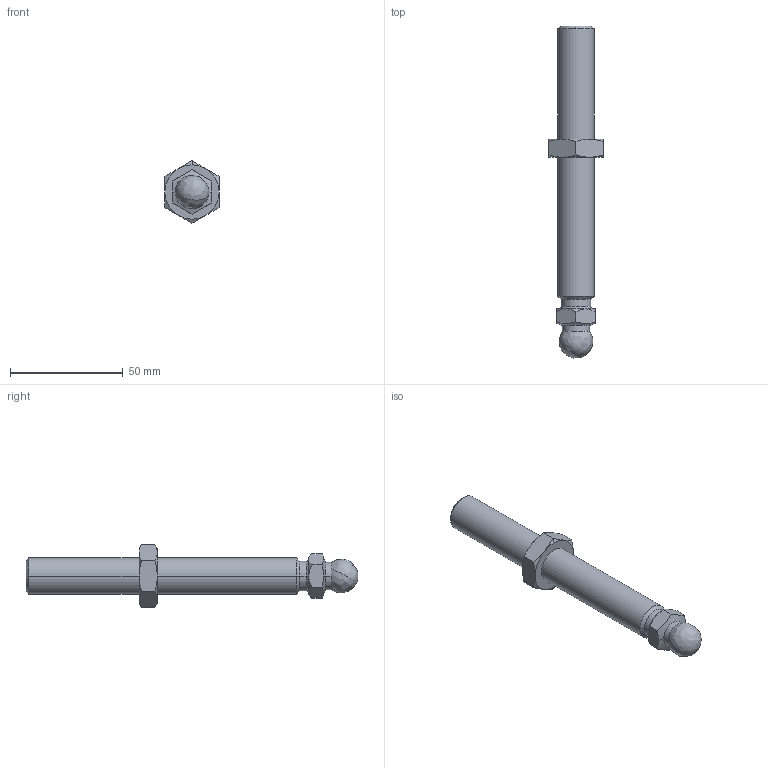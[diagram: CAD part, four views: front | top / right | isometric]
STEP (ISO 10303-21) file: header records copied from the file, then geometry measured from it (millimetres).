
FILE_DESCRIPTION (( 'STEP AP214' ), '1' );
FILE_NAME ('403537230.STEP', '2014-02-12T11:18:00', ( '' ), ( '' ), 'SwSTEP 2.0', 'SolidWorks 2014', '' );
FILE_SCHEMA (( 'AUTOMOTIVE_DESIGN' ));
Length unit declared in the file: millimetre
Products named in the file (1): 403537230
Bounding box: 24 x 146.89 x 27.71 mm (x, y, z)
Volume: 31149 mm3; surface area: 9307.5 mm2
Topology: 2 solids, 2 shells, 56 faces, 134 edges, 81 vertices
Faces by surface type: cone 26, plane 16, cylinder 10, bspline 4
Entity records: 2647 total; most frequent: CARTESIAN_POINT 752, ORIENTED_EDGE 264, DIRECTION 250, EDGE_CURVE 132, AXIS2_PLACEMENT_3D 107, VERTEX_POINT 81, UNCERTAINTY_MEASURE_WITH_UNIT 60, STYLED_ITEM 59
